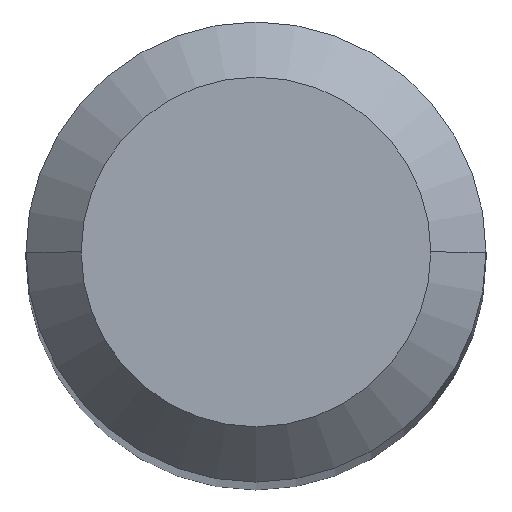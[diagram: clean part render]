
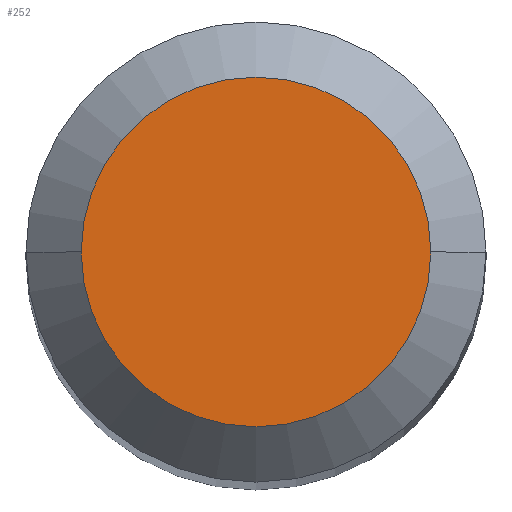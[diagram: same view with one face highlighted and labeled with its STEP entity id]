
A CAD part, top view. The second image highlights one B-rep face of the part: STEP entity #252.
In plain terms, the highlighted planar face has unit normal (0, 0, 1).
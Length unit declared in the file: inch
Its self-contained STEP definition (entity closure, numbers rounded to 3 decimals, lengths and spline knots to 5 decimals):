
#13 = PLANE ( 'NONE',  #208 ) ;
#19 = ORIENTED_EDGE ( 'NONE', *, *, #124, .T. ) ;
#55 = CIRCLE ( 'NONE', #376, 0.0475 ) ;
#108 = DIRECTION ( 'NONE',  ( 0., 0., 1. ) ) ;
#112 = CIRCLE ( 'NONE', #277, 0.0475 ) ;
#124 = EDGE_CURVE ( 'NONE', #419, #448, #112, .T. ) ;
#151 = DIRECTION ( 'NONE',  ( 0., 0., 1. ) ) ;
#174 = EDGE_CURVE ( 'NONE', #448, #419, #55, .T. ) ;
#191 = DIRECTION ( 'NONE',  ( 1., 0., 0. ) ) ;
#194 = DIRECTION ( 'NONE',  ( -1., 0., 0. ) ) ;
#208 = AXIS2_PLACEMENT_3D ( 'NONE', #310, #270, #194 ) ;
#252 = ADVANCED_FACE ( 'NONE', ( #414 ), #13, .F. ) ;
#270 = DIRECTION ( 'NONE',  ( 0., 0., -1. ) ) ;
#277 = AXIS2_PLACEMENT_3D ( 'NONE', #365, #151, #329 ) ;
#288 = CARTESIAN_POINT ( 'NONE',  ( -0.0475, 0., 0. ) ) ;
#310 = CARTESIAN_POINT ( 'NONE',  ( 0., 0.0475, 0. ) ) ;
#329 = DIRECTION ( 'NONE',  ( 1., 0., 0. ) ) ;
#352 = EDGE_LOOP ( 'NONE', ( #19, #353 ) ) ;
#353 = ORIENTED_EDGE ( 'NONE', *, *, #174, .T. ) ;
#365 = CARTESIAN_POINT ( 'NONE',  ( 0., 0., 0. ) ) ;
#376 = AXIS2_PLACEMENT_3D ( 'NONE', #432, #108, #191 ) ;
#414 = FACE_OUTER_BOUND ( 'NONE', #352, .T. ) ;
#419 = VERTEX_POINT ( 'NONE', #288 ) ;
#422 = CARTESIAN_POINT ( 'NONE',  ( 0.0475, 0., 0. ) ) ;
#432 = CARTESIAN_POINT ( 'NONE',  ( 0., 0., 0. ) ) ;
#448 = VERTEX_POINT ( 'NONE', #422 ) ;
